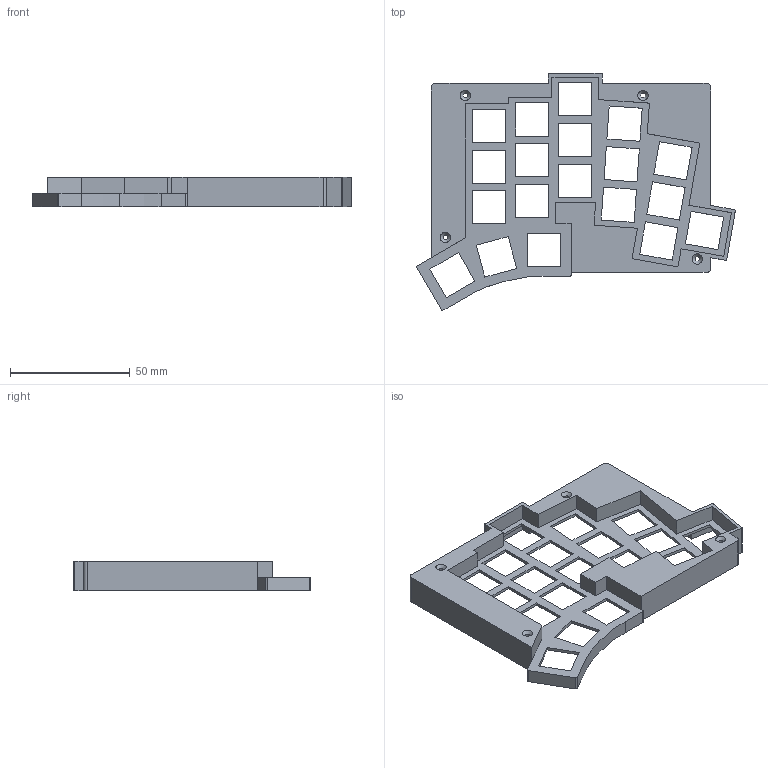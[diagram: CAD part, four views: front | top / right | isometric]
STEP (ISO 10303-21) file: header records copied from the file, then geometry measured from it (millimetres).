
FILE_DESCRIPTION(/* description */ (''),/* implementation_level */ '2;1');
FILE_NAME(/* name */ '9fdb971a-327d-4827-b746-977b2da9496a.stp',/* time_stamp */ '2023-01-10T21:04:48Z',/* author */ (''),/* organization */ (''),/* preprocessor_version */ 'ST-DEVELOPER v19.2',/* originating_system */ 'Autodesk Translation Framework v11.17.0.187',/* authorisation */ '');
FILE_SCHEMA (('AUTOMOTIVE_DESIGN { 1 0 10303 214 3 1 1 }'));
Length unit declared in the file: millimetre
Products named in the file (1): TOTEM case_v07
Bounding box: 133.1 x 99.01 x 12.5 mm (x, y, z)
Volume: 19021.3 mm3; surface area: 27623.4 mm2
Topology: 1 solids, 1 shells, 373 faces, 1028 edges, 680 vertices
Faces by surface type: plane 324, cylinder 35, cone 10, bspline 4
Full cylindrical faces by diameter (mm): 2 x4, 3.2 x4
Entity records: 11907 total; most frequent: CARTESIAN_POINT 2209, ORIENTED_EDGE 2056, DIRECTION 1842, EDGE_CURVE 1028, LINE 938, VECTOR 938, VERTEX_POINT 680, AXIS2_PLACEMENT_3D 452
